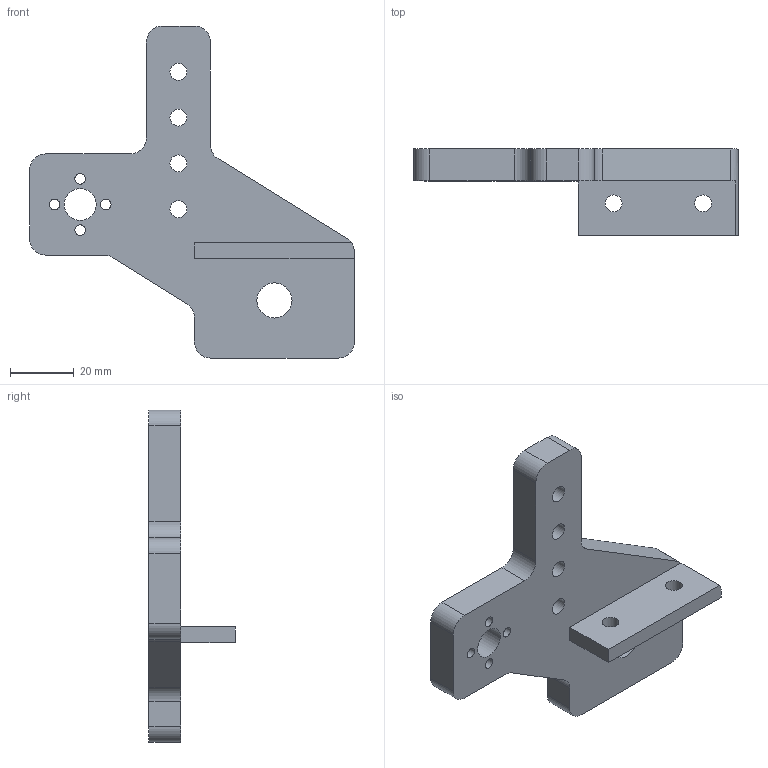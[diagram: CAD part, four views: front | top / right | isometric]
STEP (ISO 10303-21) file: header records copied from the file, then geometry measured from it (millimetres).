
FILE_DESCRIPTION(/* description */ (''),/* implementation_level */ '2;1');
FILE_NAME(/* name */ 'RodToBedCouplerMirror.stp',/* time_stamp */ '2025-04-27T18:14:16-05:00',/* author */ ('Andrew'),/* organization */ (''),/* preprocessor_version */ 'ST-DEVELOPER v20',/* originating_system */ 'Autodesk Inventor 2025',/* authorisation */ '');
FILE_SCHEMA (('AUTOMOTIVE_DESIGN { 1 0 10303 214 3 1 1 }'));
Length unit declared in the file: millimetre
Products named in the file (1): RodToBedCouplerMirror
Bounding box: 101.53 x 27 x 103.8 mm (x, y, z)
Volume: 52979.5 mm3; surface area: 17092.4 mm2
Topology: 1 solids, 1 shells, 40 faces, 114 edges, 76 vertices
Faces by surface type: cylinder 23, plane 17
Full cylindrical faces by diameter (mm): 3.3 x4, 5.3 x6, 10 x1, 11 x1
Entity records: 1456 total; most frequent: DIRECTION 243, CARTESIAN_POINT 231, ORIENTED_EDGE 228, EDGE_CURVE 114, AXIS2_PLACEMENT_3D 88, VERTEX_POINT 76, LINE 67, VECTOR 67
